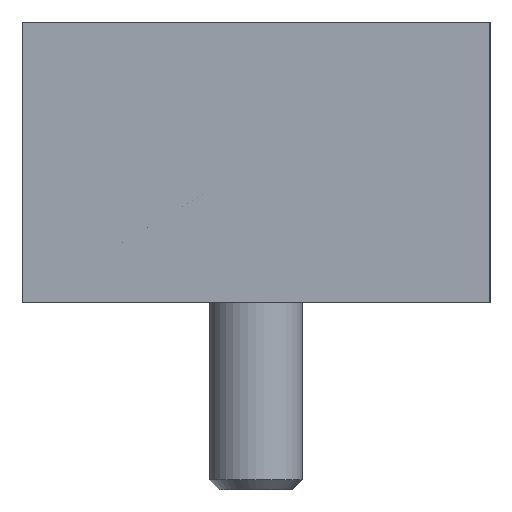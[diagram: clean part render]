
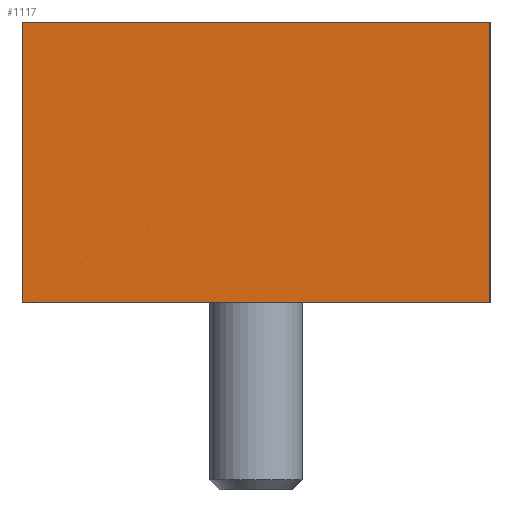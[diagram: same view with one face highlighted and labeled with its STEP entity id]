
A CAD part, left-side view. The second image highlights one B-rep face of the part: STEP entity #1117.
In plain terms, the highlighted planar face has unit normal (-1, 0, 0).
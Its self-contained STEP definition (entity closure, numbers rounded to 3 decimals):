
#143=ORIENTED_EDGE('',*,*,#441,.T.);
#144=ORIENTED_EDGE('',*,*,#442,.F.);
#145=ORIENTED_EDGE('',*,*,#443,.F.);
#146=ORIENTED_EDGE('',*,*,#444,.T.);
#441=EDGE_CURVE('',#590,#591,#695,.T.);
#442=EDGE_CURVE('',#592,#591,#696,.T.);
#443=EDGE_CURVE('',#593,#592,#697,.T.);
#444=EDGE_CURVE('',#593,#590,#698,.T.);
#590=VERTEX_POINT('',#1733);
#591=VERTEX_POINT('',#1734);
#592=VERTEX_POINT('',#1736);
#593=VERTEX_POINT('',#1738);
#695=LINE('',#1732,#776);
#696=LINE('',#1735,#777);
#697=LINE('',#1737,#778);
#698=LINE('',#1739,#779);
#776=VECTOR('',#1367,1000.);
#777=VECTOR('',#1368,1000.);
#778=VECTOR('',#1369,1000.);
#779=VECTOR('',#1370,1000.);
#857=EDGE_LOOP('',(#143,#144,#145,#146));
#966=FACE_BOUND('',#857,.T.);
#1078=PLANE('',#1221);
#1117=ADVANCED_FACE('',(#966),#1078,.F.);
#1221=AXIS2_PLACEMENT_3D('',#1731,#1365,#1366);
#1365=DIRECTION('',(1.,0.,0.));
#1366=DIRECTION('',(0.,0.,-1.));
#1367=DIRECTION('',(0.,-1.,0.));
#1368=DIRECTION('',(0.,0.,-1.));
#1369=DIRECTION('',(0.,-1.,0.));
#1370=DIRECTION('',(0.,0.,-1.));
#1731=CARTESIAN_POINT('',(-20.,10.,6.));
#1732=CARTESIAN_POINT('',(-20.,10.,-6.));
#1733=CARTESIAN_POINT('',(-20.,10.,-6.));
#1734=CARTESIAN_POINT('',(-20.,-10.,-6.));
#1735=CARTESIAN_POINT('',(-20.,-10.,6.));
#1736=CARTESIAN_POINT('',(-20.,-10.,6.));
#1737=CARTESIAN_POINT('',(-20.,10.,6.));
#1738=CARTESIAN_POINT('',(-20.,10.,6.));
#1739=CARTESIAN_POINT('',(-20.,10.,6.));
